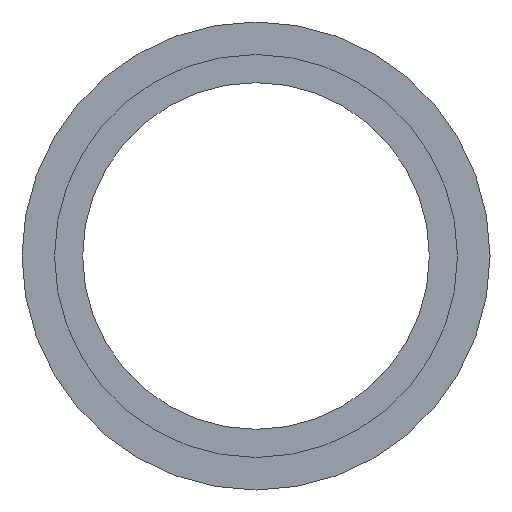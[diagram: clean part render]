
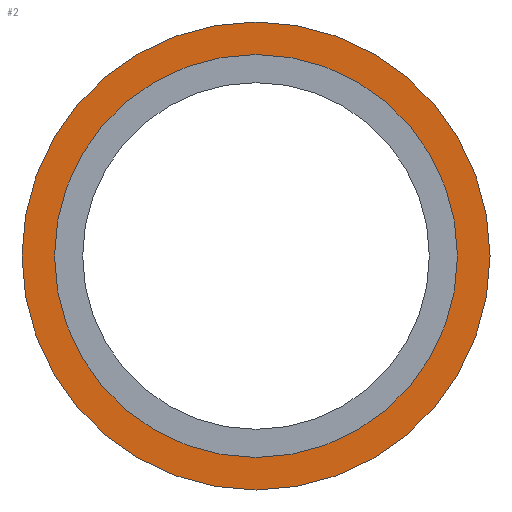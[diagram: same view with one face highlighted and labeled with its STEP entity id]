
A CAD part, front view. The second image highlights one B-rep face of the part: STEP entity #2.
In plain terms, the highlighted planar face has unit normal (0, -1, 0).
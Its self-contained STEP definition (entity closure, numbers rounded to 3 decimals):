
#2 = ADVANCED_FACE ( 'NONE', ( #39, #215 ), #353, .F. ) ;
#39 = FACE_BOUND ( 'NONE', #545, .T. ) ;
#41 = CARTESIAN_POINT ( 'NONE',  ( 0., 0., 93. ) ) ;
#44 = DIRECTION ( 'NONE',  ( 0., 1., 0. ) ) ;
#48 = CARTESIAN_POINT ( 'NONE',  ( 0., 0., 0. ) ) ;
#71 = ORIENTED_EDGE ( 'NONE', *, *, #329, .T. ) ;
#75 = EDGE_CURVE ( 'NONE', #99, #350, #414, .T. ) ;
#85 = DIRECTION ( 'NONE',  ( 0., 1., 0. ) ) ;
#86 = AXIS2_PLACEMENT_3D ( 'NONE', #48, #485, #387 ) ;
#97 = EDGE_CURVE ( 'NONE', #476, #171, #384, .T. ) ;
#99 = VERTEX_POINT ( 'NONE', #41 ) ;
#127 = CARTESIAN_POINT ( 'NONE',  ( 0., 0., 0. ) ) ;
#135 = DIRECTION ( 'NONE',  ( 0., 0., 1. ) ) ;
#137 = DIRECTION ( 'NONE',  ( 0., 1., 0. ) ) ;
#150 = EDGE_CURVE ( 'NONE', #171, #476, #261, .T. ) ;
#165 = AXIS2_PLACEMENT_3D ( 'NONE', #180, #137, #227 ) ;
#171 = VERTEX_POINT ( 'NONE', #402 ) ;
#180 = CARTESIAN_POINT ( 'NONE',  ( 0., 0., 0. ) ) ;
#193 = CARTESIAN_POINT ( 'NONE',  ( 0., 0., 108. ) ) ;
#201 = EDGE_LOOP ( 'NONE', ( #433, #291 ) ) ;
#215 = FACE_OUTER_BOUND ( 'NONE', #201, .T. ) ;
#226 = DIRECTION ( 'NONE',  ( 0., 0., 1. ) ) ;
#227 = DIRECTION ( 'NONE',  ( 0., 0., 1. ) ) ;
#234 = AXIS2_PLACEMENT_3D ( 'NONE', #127, #85, #226 ) ;
#261 = CIRCLE ( 'NONE', #363, 108. ) ;
#277 = CIRCLE ( 'NONE', #165, 93. ) ;
#287 = ORIENTED_EDGE ( 'NONE', *, *, #75, .T. ) ;
#291 = ORIENTED_EDGE ( 'NONE', *, *, #97, .F. ) ;
#329 = EDGE_CURVE ( 'NONE', #350, #99, #277, .T. ) ;
#350 = VERTEX_POINT ( 'NONE', #496 ) ;
#353 = PLANE ( 'NONE',  #86 ) ;
#363 = AXIS2_PLACEMENT_3D ( 'NONE', #525, #478, #135 ) ;
#384 = CIRCLE ( 'NONE', #453, 108. ) ;
#387 = DIRECTION ( 'NONE',  ( 0., 0., 1. ) ) ;
#402 = CARTESIAN_POINT ( 'NONE',  ( 0., 0., -108. ) ) ;
#414 = CIRCLE ( 'NONE', #234, 93. ) ;
#433 = ORIENTED_EDGE ( 'NONE', *, *, #150, .F. ) ;
#444 = CARTESIAN_POINT ( 'NONE',  ( 0., 0., 0. ) ) ;
#453 = AXIS2_PLACEMENT_3D ( 'NONE', #444, #44, #529 ) ;
#476 = VERTEX_POINT ( 'NONE', #193 ) ;
#478 = DIRECTION ( 'NONE',  ( 0., 1., 0. ) ) ;
#485 = DIRECTION ( 'NONE',  ( 0., 1., 0. ) ) ;
#496 = CARTESIAN_POINT ( 'NONE',  ( 0., 0., -93. ) ) ;
#525 = CARTESIAN_POINT ( 'NONE',  ( 0., 0., 0. ) ) ;
#529 = DIRECTION ( 'NONE',  ( 0., 0., 1. ) ) ;
#545 = EDGE_LOOP ( 'NONE', ( #287, #71 ) ) ;
